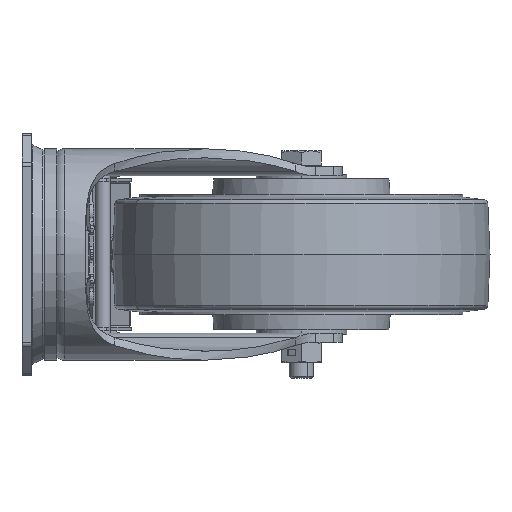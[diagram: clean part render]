
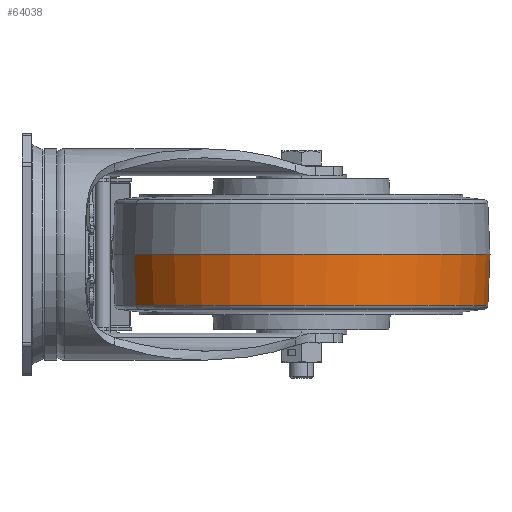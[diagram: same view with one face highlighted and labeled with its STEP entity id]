
A CAD part, left-side view. The second image highlights one B-rep face of the part: STEP entity #64038.
In plain terms, the highlighted conical face has half-angle 2.386 degrees and reference radius 61.75 mm.
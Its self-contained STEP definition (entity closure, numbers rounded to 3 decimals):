
#332 = CARTESIAN_POINT ( 'NONE',  ( 69.034, -147.847, 0. ) ) ;
#3452 = VERTEX_POINT ( 'NONE', #7920 ) ;
#4218 = DIRECTION ( 'NONE',  ( 0.465, -0.886, 0. ) ) ;
#4340 = CARTESIAN_POINT ( 'NONE',  ( 40., -92.5, -18. ) ) ;
#4525 = DIRECTION ( 'NONE',  ( -0.019, 0.037, 0.999 ) ) ;
#7920 = CARTESIAN_POINT ( 'NONE',  ( 11.29, -37.77, -16.727 ) ) ;
#9567 = ORIENTED_EDGE ( 'NONE', *, *, #32465, .T. ) ;
#12459 = CIRCLE ( 'NONE', #34728, 62.5 ) ;
#18502 = VERTEX_POINT ( 'NONE', #332 ) ;
#19828 = DIRECTION ( 'NONE',  ( 0.019, -0.037, 0.999 ) ) ;
#20978 = CARTESIAN_POINT ( 'NONE',  ( 40., -92.5, 0. ) ) ;
#21761 = VERTEX_POINT ( 'NONE', #58065 ) ;
#25273 = VERTEX_POINT ( 'NONE', #36097 ) ;
#26820 = DIRECTION ( 'NONE',  ( -0.465, 0.886, 0. ) ) ;
#30428 = VECTOR ( 'NONE', #4525, 1000. ) ;
#32465 = EDGE_CURVE ( 'NONE', #3452, #21761, #53681, .T. ) ;
#32578 = EDGE_LOOP ( 'NONE', ( #47421, #9567, #66615, #33024 ) ) ;
#33024 = ORIENTED_EDGE ( 'NONE', *, *, #47013, .F. ) ;
#33619 = AXIS2_PLACEMENT_3D ( 'NONE', #59201, #47391, #26820 ) ;
#34026 = EDGE_CURVE ( 'NONE', #3452, #25273, #53705, .T. ) ;
#34728 = AXIS2_PLACEMENT_3D ( 'NONE', #20978, #63132, #4218 ) ;
#36097 = CARTESIAN_POINT ( 'NONE',  ( 10.966, -37.153, 0. ) ) ;
#45285 = LINE ( 'NONE', #45638, #61547 ) ;
#45638 = CARTESIAN_POINT ( 'NONE',  ( 68.685, -147.183, -18. ) ) ;
#46195 = DIRECTION ( 'NONE',  ( 0.465, -0.886, 0. ) ) ;
#47013 = EDGE_CURVE ( 'NONE', #25273, #18502, #12459, .T. ) ;
#47391 = DIRECTION ( 'NONE',  ( 0., 0., 1. ) ) ;
#47421 = ORIENTED_EDGE ( 'NONE', *, *, #34026, .F. ) ;
#47793 = CARTESIAN_POINT ( 'NONE',  ( 11.315, -37.817, -18. ) ) ;
#52863 = AXIS2_PLACEMENT_3D ( 'NONE', #4340, #63280, #46195 ) ;
#53681 = CIRCLE ( 'NONE', #33619, 61.803 ) ;
#53705 = LINE ( 'NONE', #47793, #30428 ) ;
#56336 = FACE_OUTER_BOUND ( 'NONE', #32578, .T. ) ;
#58065 = CARTESIAN_POINT ( 'NONE',  ( 68.71, -147.23, -16.727 ) ) ;
#59201 = CARTESIAN_POINT ( 'NONE',  ( 40., -92.5, -16.727 ) ) ;
#61547 = VECTOR ( 'NONE', #19828, 1000. ) ;
#63132 = DIRECTION ( 'NONE',  ( 0., 0., 1. ) ) ;
#63266 = EDGE_CURVE ( 'NONE', #21761, #18502, #45285, .T. ) ;
#63280 = DIRECTION ( 'NONE',  ( 0., 0., 1. ) ) ;
#64038 = ADVANCED_FACE ( 'NONE', ( #56336 ), #68431, .T. ) ;
#66615 = ORIENTED_EDGE ( 'NONE', *, *, #63266, .T. ) ;
#68431 = CONICAL_SURFACE ( 'NONE', #52863, 61.75, 0.042 ) ;
